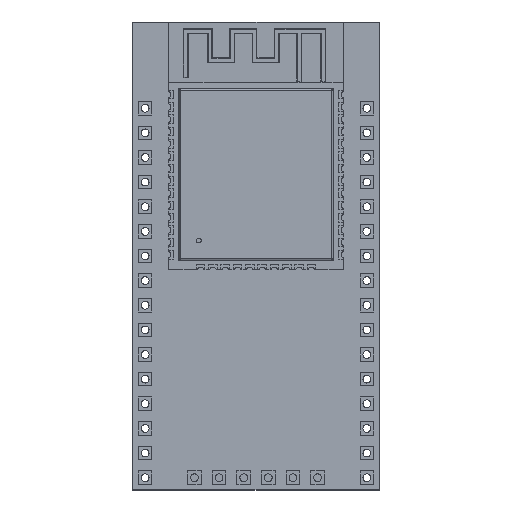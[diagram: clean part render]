
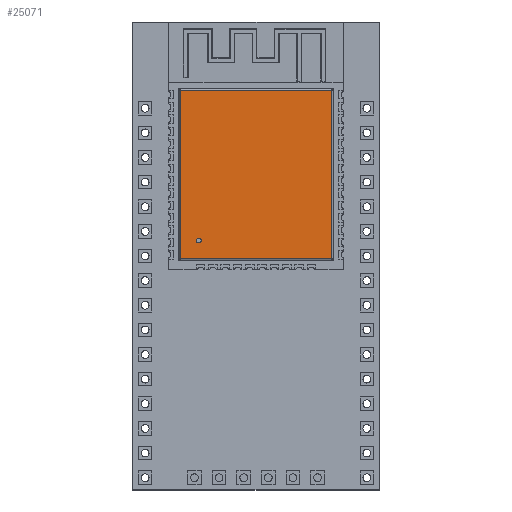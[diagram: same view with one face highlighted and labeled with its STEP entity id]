
A CAD part, top view. The second image highlights one B-rep face of the part: STEP entity #25071.
In plain terms, the highlighted face is planar.
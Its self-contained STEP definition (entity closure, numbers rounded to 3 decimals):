
#526=FACE_BOUND('',#3973,.T.);
#1008=PLANE('',#26897);
#2304=FACE_OUTER_BOUND('',#3972,.T.);
#3972=EDGE_LOOP('',(#19750,#19751,#19752,#19753));
#3973=EDGE_LOOP('',(#19754));
#5913=LINE('',#37685,#8935);
#5914=LINE('',#37687,#8936);
#5915=LINE('',#37689,#8937);
#5916=LINE('',#37690,#8938);
#8935=VECTOR('',#30714,1000.);
#8936=VECTOR('',#30715,1000.);
#8937=VECTOR('',#30716,1000.);
#8938=VECTOR('',#30717,1000.);
#11113=CIRCLE('',#26882,0.25);
#12193=VERTEX_POINT('',#37613);
#12218=VERTEX_POINT('',#37683);
#12219=VERTEX_POINT('',#37684);
#12220=VERTEX_POINT('',#37686);
#12221=VERTEX_POINT('',#37688);
#14938=EDGE_CURVE('',#12193,#12193,#11113,.T.);
#14971=EDGE_CURVE('',#12218,#12219,#5913,.T.);
#14972=EDGE_CURVE('',#12219,#12220,#5914,.T.);
#14973=EDGE_CURVE('',#12220,#12221,#5915,.T.);
#14974=EDGE_CURVE('',#12221,#12218,#5916,.T.);
#19750=ORIENTED_EDGE('',*,*,#14971,.T.);
#19751=ORIENTED_EDGE('',*,*,#14972,.T.);
#19752=ORIENTED_EDGE('',*,*,#14973,.T.);
#19753=ORIENTED_EDGE('',*,*,#14974,.T.);
#19754=ORIENTED_EDGE('',*,*,#14938,.F.);
#25071=ADVANCED_FACE('',(#2304,#526),#1008,.T.);
#26882=AXIS2_PLACEMENT_3D('',#37615,#30654,#30655);
#26897=AXIS2_PLACEMENT_3D('',#37682,#30712,#30713);
#30654=DIRECTION('center_axis',(0.,1.,0.));
#30655=DIRECTION('ref_axis',(1.,0.,0.));
#30712=DIRECTION('center_axis',(0.,1.,0.));
#30713=DIRECTION('ref_axis',(1.,0.,0.));
#30714=DIRECTION('',(1.,0.,0.));
#30715=DIRECTION('',(0.,0.,-1.));
#30716=DIRECTION('',(-1.,0.,0.));
#30717=DIRECTION('',(0.,0.,1.));
#37613=CARTESIAN_POINT('',(-6.15,3.25,9.795));
#37615=CARTESIAN_POINT('Origin',(-5.9,3.25,9.795));
#37682=CARTESIAN_POINT('Origin',(0.,3.25,0.));
#37683=CARTESIAN_POINT('',(-7.8,3.25,11.695));
#37684=CARTESIAN_POINT('',(7.8,3.25,11.695));
#37685=CARTESIAN_POINT('',(7.9,3.25,11.695));
#37686=CARTESIAN_POINT('',(7.8,3.25,-5.705));
#37687=CARTESIAN_POINT('',(7.8,3.25,-5.805));
#37688=CARTESIAN_POINT('',(-7.8,3.25,-5.705));
#37689=CARTESIAN_POINT('',(-7.9,3.25,-5.705));
#37690=CARTESIAN_POINT('',(-7.8,3.25,11.795));
